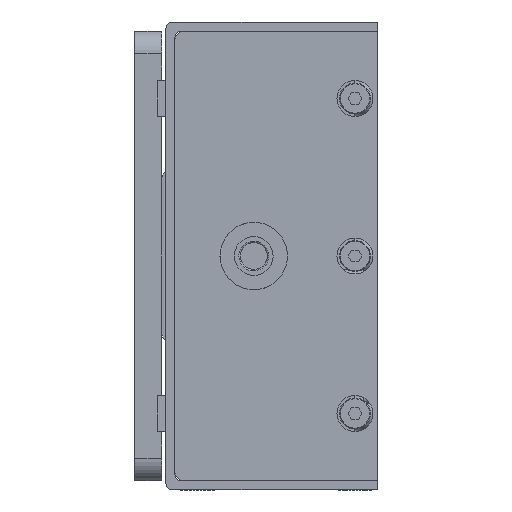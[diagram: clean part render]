
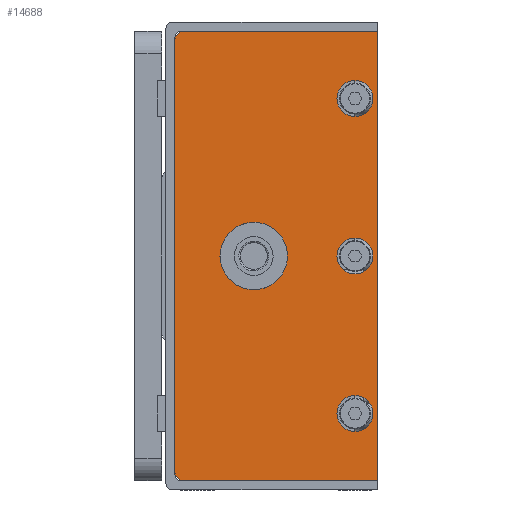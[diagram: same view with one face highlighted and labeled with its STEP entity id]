
A CAD part, left-side view. The second image highlights one B-rep face of the part: STEP entity #14688.
In plain terms, the highlighted planar face has unit normal (-1, 0, 0).
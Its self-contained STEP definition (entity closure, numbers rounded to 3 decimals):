
#87 = CARTESIAN_POINT ( 'NONE',  ( -121., 5., -39. ) ) ;
#349 = CARTESIAN_POINT ( 'NONE',  ( -121., 35., 0. ) ) ;
#420 = DIRECTION ( 'NONE',  ( 0., 1., 0. ) ) ;
#606 = VERTEX_POINT ( 'NONE', #34386 ) ;
#1189 = VECTOR ( 'NONE', #16448, 1000. ) ;
#1652 = VERTEX_POINT ( 'NONE', #27894 ) ;
#2850 = DIRECTION ( 'NONE',  ( -1., 0., 0. ) ) ;
#3106 = VERTEX_POINT ( 'NONE', #87 ) ;
#3156 = VERTEX_POINT ( 'NONE', #24333 ) ;
#3297 = CARTESIAN_POINT ( 'NONE',  ( -121., 5., 35. ) ) ;
#3491 = AXIS2_PLACEMENT_3D ( 'NONE', #11097, #30189, #13815 ) ;
#3537 = VERTEX_POINT ( 'NONE', #19907 ) ;
#3909 = EDGE_CURVE ( 'NONE', #33555, #8701, #19462, .T. ) ;
#4436 = EDGE_CURVE ( 'NONE', #19776, #3106, #23204, .T. ) ;
#4488 = DIRECTION ( 'NONE',  ( -1., 0., 0. ) ) ;
#4931 = DIRECTION ( 'NONE',  ( 0., 0., -1. ) ) ;
#4982 = FACE_BOUND ( 'NONE', #18024, .T. ) ;
#5955 = CIRCLE ( 'NONE', #24599, 4. ) ;
#6039 = CARTESIAN_POINT ( 'NONE',  ( -121., 45., -50. ) ) ;
#6042 = DIRECTION ( 'NONE',  ( 0., 0., 1. ) ) ;
#6172 = CIRCLE ( 'NONE', #10106, 2. ) ;
#6904 = CIRCLE ( 'NONE', #29945, 4. ) ;
#7742 = EDGE_CURVE ( 'NONE', #12532, #15306, #8811, .T. ) ;
#7890 = CARTESIAN_POINT ( 'NONE',  ( -121., 0., 50. ) ) ;
#8159 = CARTESIAN_POINT ( 'NONE',  ( -121., 27.5, 0. ) ) ;
#8459 = CIRCLE ( 'NONE', #3491, 4. ) ;
#8513 = ORIENTED_EDGE ( 'NONE', *, *, #12315, .F. ) ;
#8701 = VERTEX_POINT ( 'NONE', #349 ) ;
#8811 = LINE ( 'NONE', #6039, #29770 ) ;
#8821 = EDGE_LOOP ( 'NONE', ( #8513, #16829 ) ) ;
#9290 = ORIENTED_EDGE ( 'NONE', *, *, #25606, .F. ) ;
#9484 = ORIENTED_EDGE ( 'NONE', *, *, #15732, .F. ) ;
#10106 = AXIS2_PLACEMENT_3D ( 'NONE', #28224, #11893, #30997 ) ;
#10916 = DIRECTION ( 'NONE',  ( 0., 1., 0. ) ) ;
#10928 = PLANE ( 'NONE',  #32621 ) ;
#10972 = CARTESIAN_POINT ( 'NONE',  ( -121., 5., 0. ) ) ;
#10975 = CIRCLE ( 'NONE', #20453, 2. ) ;
#11066 = DIRECTION ( 'NONE',  ( 1., 0., 0. ) ) ;
#11097 = CARTESIAN_POINT ( 'NONE',  ( -121., 5., 35. ) ) ;
#11616 = DIRECTION ( 'NONE',  ( 1., 0., 0. ) ) ;
#11691 = EDGE_CURVE ( 'NONE', #1652, #28208, #6904, .T. ) ;
#11808 = AXIS2_PLACEMENT_3D ( 'NONE', #8159, #27300, #10916 ) ;
#11893 = DIRECTION ( 'NONE',  ( -1., 0., 0. ) ) ;
#12256 = FACE_BOUND ( 'NONE', #34881, .T. ) ;
#12315 = EDGE_CURVE ( 'NONE', #3156, #19945, #16627, .T. ) ;
#12532 = VERTEX_POINT ( 'NONE', #31708 ) ;
#12537 = EDGE_LOOP ( 'NONE', ( #20596, #27141, #17501, #9290, #9484, #30694 ) ) ;
#12584 = CARTESIAN_POINT ( 'NONE',  ( -121., 5., 0. ) ) ;
#12920 = ORIENTED_EDGE ( 'NONE', *, *, #22258, .F. ) ;
#13496 = AXIS2_PLACEMENT_3D ( 'NONE', #3297, #22430, #6042 ) ;
#13699 = DIRECTION ( 'NONE',  ( 0., 0., 1. ) ) ;
#13815 = DIRECTION ( 'NONE',  ( 0., 0., 1. ) ) ;
#14010 = CARTESIAN_POINT ( 'NONE',  ( -121., 5., 31. ) ) ;
#14091 = ORIENTED_EDGE ( 'NONE', *, *, #30088, .F. ) ;
#14586 = CIRCLE ( 'NONE', #14670, 7.5 ) ;
#14588 = AXIS2_PLACEMENT_3D ( 'NONE', #10972, #30087, #13699 ) ;
#14670 = AXIS2_PLACEMENT_3D ( 'NONE', #27962, #11616, #30722 ) ;
#14688 = ADVANCED_FACE ( 'NONE', ( #19511, #26815, #12256, #4982, #34925 ), #10928, .F. ) ;
#15306 = VERTEX_POINT ( 'NONE', #19838 ) ;
#15314 = DIRECTION ( 'NONE',  ( 0., 0., 1. ) ) ;
#15732 = EDGE_CURVE ( 'NONE', #3537, #20333, #25586, .T. ) ;
#15742 = EDGE_CURVE ( 'NONE', #19945, #3156, #8459, .T. ) ;
#16162 = EDGE_CURVE ( 'NONE', #33032, #12532, #10975, .T. ) ;
#16448 = DIRECTION ( 'NONE',  ( 0., -1., 0. ) ) ;
#16627 = CIRCLE ( 'NONE', #13496, 4. ) ;
#16770 = DIRECTION ( 'NONE',  ( -1., 0., 0. ) ) ;
#16829 = ORIENTED_EDGE ( 'NONE', *, *, #15742, .F. ) ;
#17501 = ORIENTED_EDGE ( 'NONE', *, *, #7742, .T. ) ;
#18024 = EDGE_LOOP ( 'NONE', ( #26845, #29230 ) ) ;
#18712 = CARTESIAN_POINT ( 'NONE',  ( -121., 5., -31. ) ) ;
#18943 = EDGE_LOOP ( 'NONE', ( #22546, #14091 ) ) ;
#19232 = CARTESIAN_POINT ( 'NONE',  ( -121., 5., -35. ) ) ;
#19462 = CIRCLE ( 'NONE', #11808, 7.5 ) ;
#19511 = FACE_BOUND ( 'NONE', #8821, .T. ) ;
#19776 = VERTEX_POINT ( 'NONE', #18712 ) ;
#19838 = CARTESIAN_POINT ( 'NONE',  ( -121., 0., -50. ) ) ;
#19907 = CARTESIAN_POINT ( 'NONE',  ( -121., 43., 50. ) ) ;
#19945 = VERTEX_POINT ( 'NONE', #14010 ) ;
#20333 = VERTEX_POINT ( 'NONE', #7890 ) ;
#20453 = AXIS2_PLACEMENT_3D ( 'NONE', #33178, #16770, #420 ) ;
#20596 = ORIENTED_EDGE ( 'NONE', *, *, #31841, .T. ) ;
#20831 = CARTESIAN_POINT ( 'NONE',  ( -121., 5., -35. ) ) ;
#21336 = VECTOR ( 'NONE', #22484, 1000. ) ;
#21982 = DIRECTION ( 'NONE',  ( 0., 0., 1. ) ) ;
#22258 = EDGE_CURVE ( 'NONE', #28208, #1652, #24710, .T. ) ;
#22430 = DIRECTION ( 'NONE',  ( -1., 0., 0. ) ) ;
#22484 = DIRECTION ( 'NONE',  ( 0., 0., -1. ) ) ;
#22546 = ORIENTED_EDGE ( 'NONE', *, *, #4436, .F. ) ;
#23204 = CIRCLE ( 'NONE', #32892, 4. ) ;
#23453 = EDGE_CURVE ( 'NONE', #3537, #606, #6172, .T. ) ;
#23595 = DIRECTION ( 'NONE',  ( 0., 0., 1. ) ) ;
#23627 = CARTESIAN_POINT ( 'NONE',  ( -121., 5., 4. ) ) ;
#24333 = CARTESIAN_POINT ( 'NONE',  ( -121., 5., 39. ) ) ;
#24599 = AXIS2_PLACEMENT_3D ( 'NONE', #20831, #4488, #23595 ) ;
#24710 = CIRCLE ( 'NONE', #14588, 4. ) ;
#25228 = LINE ( 'NONE', #34938, #31633 ) ;
#25290 = DIRECTION ( 'NONE',  ( 0., -1., 0. ) ) ;
#25586 = LINE ( 'NONE', #32833, #1189 ) ;
#25606 = EDGE_CURVE ( 'NONE', #20333, #15306, #28617, .T. ) ;
#26815 = FACE_BOUND ( 'NONE', #18943, .T. ) ;
#26845 = ORIENTED_EDGE ( 'NONE', *, *, #29231, .T. ) ;
#27141 = ORIENTED_EDGE ( 'NONE', *, *, #16162, .T. ) ;
#27300 = DIRECTION ( 'NONE',  ( 1., 0., 0. ) ) ;
#27423 = CARTESIAN_POINT ( 'NONE',  ( -121., 45., 50. ) ) ;
#27894 = CARTESIAN_POINT ( 'NONE',  ( -121., 5., -4. ) ) ;
#27962 = CARTESIAN_POINT ( 'NONE',  ( -121., 27.5, 0. ) ) ;
#28208 = VERTEX_POINT ( 'NONE', #23627 ) ;
#28224 = CARTESIAN_POINT ( 'NONE',  ( -121., 43., 48. ) ) ;
#28266 = ORIENTED_EDGE ( 'NONE', *, *, #11691, .F. ) ;
#28617 = LINE ( 'NONE', #33370, #21336 ) ;
#29230 = ORIENTED_EDGE ( 'NONE', *, *, #3909, .T. ) ;
#29231 = EDGE_CURVE ( 'NONE', #8701, #33555, #14586, .T. ) ;
#29314 = CARTESIAN_POINT ( 'NONE',  ( -121., 20., 0. ) ) ;
#29770 = VECTOR ( 'NONE', #25290, 1000. ) ;
#29945 = AXIS2_PLACEMENT_3D ( 'NONE', #12584, #31695, #15314 ) ;
#30087 = DIRECTION ( 'NONE',  ( -1., 0., 0. ) ) ;
#30088 = EDGE_CURVE ( 'NONE', #3106, #19776, #5955, .T. ) ;
#30155 = DIRECTION ( 'NONE',  ( 0., 1., 0. ) ) ;
#30189 = DIRECTION ( 'NONE',  ( -1., 0., 0. ) ) ;
#30694 = ORIENTED_EDGE ( 'NONE', *, *, #23453, .T. ) ;
#30722 = DIRECTION ( 'NONE',  ( 0., 1., 0. ) ) ;
#30997 = DIRECTION ( 'NONE',  ( 0., 1., 0. ) ) ;
#31633 = VECTOR ( 'NONE', #4931, 1000. ) ;
#31695 = DIRECTION ( 'NONE',  ( -1., 0., 0. ) ) ;
#31708 = CARTESIAN_POINT ( 'NONE',  ( -121., 43., -50. ) ) ;
#31841 = EDGE_CURVE ( 'NONE', #606, #33032, #25228, .T. ) ;
#32621 = AXIS2_PLACEMENT_3D ( 'NONE', #27423, #11066, #30155 ) ;
#32833 = CARTESIAN_POINT ( 'NONE',  ( -121., 45., 50. ) ) ;
#32892 = AXIS2_PLACEMENT_3D ( 'NONE', #19232, #2850, #21982 ) ;
#33032 = VERTEX_POINT ( 'NONE', #35467 ) ;
#33178 = CARTESIAN_POINT ( 'NONE',  ( -121., 43., -48. ) ) ;
#33370 = CARTESIAN_POINT ( 'NONE',  ( -121., 0., 50. ) ) ;
#33555 = VERTEX_POINT ( 'NONE', #29314 ) ;
#34386 = CARTESIAN_POINT ( 'NONE',  ( -121., 45., 48. ) ) ;
#34881 = EDGE_LOOP ( 'NONE', ( #12920, #28266 ) ) ;
#34925 = FACE_OUTER_BOUND ( 'NONE', #12537, .T. ) ;
#34938 = CARTESIAN_POINT ( 'NONE',  ( -121., 45., 50. ) ) ;
#35467 = CARTESIAN_POINT ( 'NONE',  ( -121., 45., -48. ) ) ;
